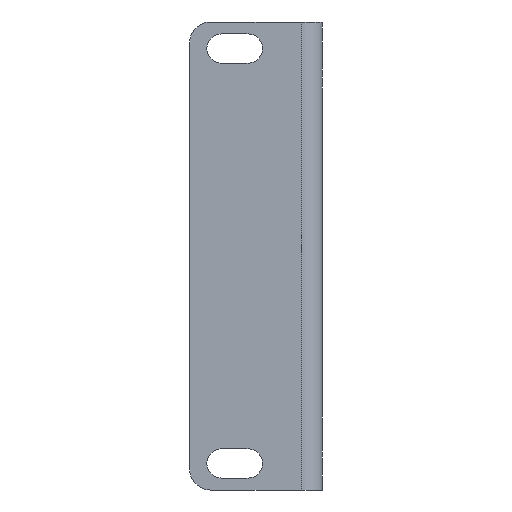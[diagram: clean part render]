
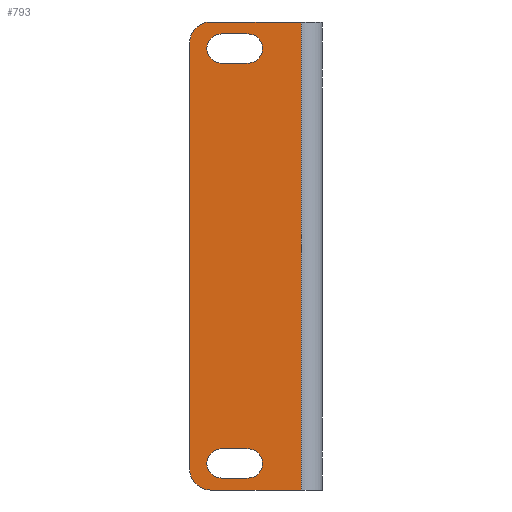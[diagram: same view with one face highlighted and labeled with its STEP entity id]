
A CAD part, front view. The second image highlights one B-rep face of the part: STEP entity #793.
In plain terms, the highlighted planar face has unit normal (0, -1, 0).
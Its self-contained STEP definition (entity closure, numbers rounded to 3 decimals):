
#590=CARTESIAN_POINT('',(-25.0,0.0,40.0));
#591=VERTEX_POINT('',#590);
#598=CARTESIAN_POINT('',(-21.0,0.,44.0));
#599=VERTEX_POINT('',#598);
#600=CARTESIAN_POINT('',(-21.0,0.,40.0));
#601=DIRECTION('',(0.0,1.0,0.0));
#602=DIRECTION('',(-0.707,0.0,0.707));
#603=AXIS2_PLACEMENT_3D('',#600,#601,#602);
#604=CIRCLE('',#603,4.0);
#605=EDGE_CURVE('',#591,#599,#604,.T.);
#622=CARTESIAN_POINT('',(-4.,0.,44.0));
#623=VERTEX_POINT('',#622);
#624=CARTESIAN_POINT('',(-4.,0.,44.0));
#625=DIRECTION('',(-1.0,0.0,0.0));
#626=VECTOR('',#625,17.0);
#627=LINE('',#624,#626);
#628=EDGE_CURVE('',#623,#599,#627,.T.);
#681=CARTESIAN_POINT('',(-4.,0.,0.0));
#682=DIRECTION('',(0.0,-1.0,0.0));
#683=DIRECTION('',(0.0,0.0,-1.0));
#684=AXIS2_PLACEMENT_3D('',#681,#682,#683);
#685=PLANE('',#684);
#686=ORIENTED_EDGE('',*,*,#605,.F.);
#687=CARTESIAN_POINT('',(-25.0,0.0,-40.0));
#688=VERTEX_POINT('',#687);
#689=CARTESIAN_POINT('',(-25.0,0.0,40.0));
#690=DIRECTION('',(0.0,0.0,-1.0));
#691=VECTOR('',#690,80.0);
#692=LINE('',#689,#691);
#693=EDGE_CURVE('',#591,#688,#692,.T.);
#694=ORIENTED_EDGE('',*,*,#693,.T.);
#695=CARTESIAN_POINT('',(-21.0,0.,-44.0));
#696=VERTEX_POINT('',#695);
#697=CARTESIAN_POINT('',(-21.0,0.,-40.0));
#698=DIRECTION('',(0.0,1.0,0.0));
#699=DIRECTION('',(-0.707,0.0,-0.707));
#700=AXIS2_PLACEMENT_3D('',#697,#698,#699);
#701=CIRCLE('',#700,4.0);
#702=EDGE_CURVE('',#696,#688,#701,.T.);
#703=ORIENTED_EDGE('',*,*,#702,.F.);
#704=CARTESIAN_POINT('',(-4.,0.,-44.0));
#705=VERTEX_POINT('',#704);
#706=CARTESIAN_POINT('',(-21.0,0.,-44.0));
#707=DIRECTION('',(1.0,0.0,0.0));
#708=VECTOR('',#707,17.0);
#709=LINE('',#706,#708);
#710=EDGE_CURVE('',#696,#705,#709,.T.);
#711=ORIENTED_EDGE('',*,*,#710,.T.);
#712=CARTESIAN_POINT('',(-4.,0.,44.0));
#713=DIRECTION('',(0.0,0.0,-1.0));
#714=VECTOR('',#713,88.0);
#715=LINE('',#712,#714);
#716=EDGE_CURVE('',#623,#705,#715,.T.);
#717=ORIENTED_EDGE('',*,*,#716,.F.);
#718=ORIENTED_EDGE('',*,*,#628,.T.);
#719=EDGE_LOOP('',(#686,#694,#703,#711,#717,#718));
#720=FACE_OUTER_BOUND('',#719,.T.);
#721=CARTESIAN_POINT('',(-19.0,0.,-41.75));
#722=VERTEX_POINT('',#721);
#723=CARTESIAN_POINT('',(-19.0,0.,-36.25));
#724=VERTEX_POINT('',#723);
#725=CARTESIAN_POINT('',(-19.0,0.,-39.0));
#726=DIRECTION('',(0.0,1.0,0.0));
#727=DIRECTION('',(0.0,0.0,1.0));
#728=AXIS2_PLACEMENT_3D('',#725,#726,#727);
#729=CIRCLE('',#728,2.75);
#730=EDGE_CURVE('',#722,#724,#729,.T.);
#731=ORIENTED_EDGE('',*,*,#730,.T.);
#732=CARTESIAN_POINT('',(-14.,0.,-36.25));
#733=VERTEX_POINT('',#732);
#734=CARTESIAN_POINT('',(-19.0,0.,-36.25));
#735=DIRECTION('',(1.0,0.0,0.0));
#736=VECTOR('',#735,5.);
#737=LINE('',#734,#736);
#738=EDGE_CURVE('',#724,#733,#737,.T.);
#739=ORIENTED_EDGE('',*,*,#738,.T.);
#740=CARTESIAN_POINT('',(-14.,0.,-41.75));
#741=VERTEX_POINT('',#740);
#742=CARTESIAN_POINT('',(-14.,0.,-39.0));
#743=DIRECTION('',(0.0,1.0,0.0));
#744=DIRECTION('',(0.0,0.0,-1.0));
#745=AXIS2_PLACEMENT_3D('',#742,#743,#744);
#746=CIRCLE('',#745,2.75);
#747=EDGE_CURVE('',#733,#741,#746,.T.);
#748=ORIENTED_EDGE('',*,*,#747,.T.);
#749=CARTESIAN_POINT('',(-14.,0.,-41.75));
#750=DIRECTION('',(-1.0,0.0,0.0));
#751=VECTOR('',#750,5.);
#752=LINE('',#749,#751);
#753=EDGE_CURVE('',#741,#722,#752,.T.);
#754=ORIENTED_EDGE('',*,*,#753,.T.);
#755=EDGE_LOOP('',(#731,#739,#748,#754));
#756=FACE_BOUND('',#755,.T.);
#757=CARTESIAN_POINT('',(-14.,0.,41.75));
#758=VERTEX_POINT('',#757);
#759=CARTESIAN_POINT('',(-14.,0.,36.25));
#760=VERTEX_POINT('',#759);
#761=CARTESIAN_POINT('',(-14.,0.,39.0));
#762=DIRECTION('',(0.0,1.0,0.0));
#763=DIRECTION('',(0.0,0.0,1.0));
#764=AXIS2_PLACEMENT_3D('',#761,#762,#763);
#765=CIRCLE('',#764,2.75);
#766=EDGE_CURVE('',#758,#760,#765,.T.);
#767=ORIENTED_EDGE('',*,*,#766,.T.);
#768=CARTESIAN_POINT('',(-19.0,0.,36.25));
#769=VERTEX_POINT('',#768);
#770=CARTESIAN_POINT('',(-14.,0.,36.25));
#771=DIRECTION('',(-1.0,0.0,0.0));
#772=VECTOR('',#771,5.);
#773=LINE('',#770,#772);
#774=EDGE_CURVE('',#760,#769,#773,.T.);
#775=ORIENTED_EDGE('',*,*,#774,.T.);
#776=CARTESIAN_POINT('',(-19.0,0.,41.75));
#777=VERTEX_POINT('',#776);
#778=CARTESIAN_POINT('',(-19.0,0.,39.0));
#779=DIRECTION('',(0.0,1.0,0.0));
#780=DIRECTION('',(0.0,0.0,-1.0));
#781=AXIS2_PLACEMENT_3D('',#778,#779,#780);
#782=CIRCLE('',#781,2.75);
#783=EDGE_CURVE('',#769,#777,#782,.T.);
#784=ORIENTED_EDGE('',*,*,#783,.T.);
#785=CARTESIAN_POINT('',(-19.0,0.,41.75));
#786=DIRECTION('',(1.0,0.0,0.0));
#787=VECTOR('',#786,5.);
#788=LINE('',#785,#787);
#789=EDGE_CURVE('',#777,#758,#788,.T.);
#790=ORIENTED_EDGE('',*,*,#789,.T.);
#791=EDGE_LOOP('',(#767,#775,#784,#790));
#792=FACE_BOUND('',#791,.T.);
#793=ADVANCED_FACE('',(#720,#756,#792),#685,.T.);
